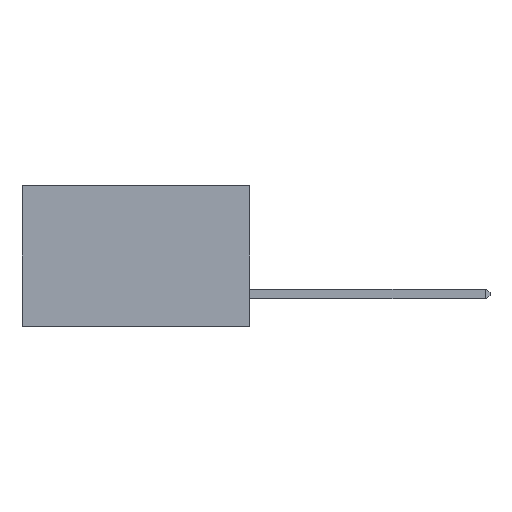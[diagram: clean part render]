
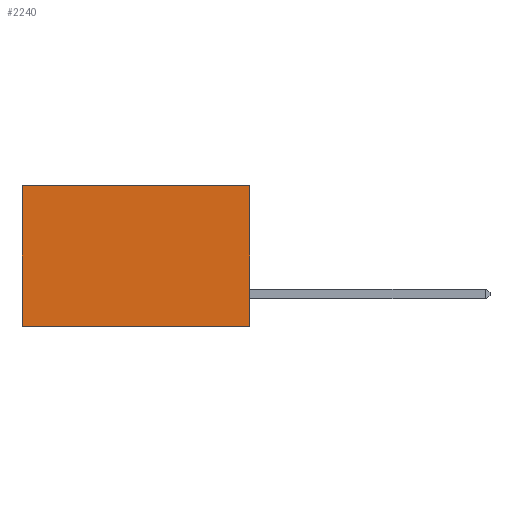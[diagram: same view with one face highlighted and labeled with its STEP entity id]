
A CAD part, left-side view. The second image highlights one B-rep face of the part: STEP entity #2240.
In plain terms, the highlighted planar face has unit normal (-1, 0, 0).
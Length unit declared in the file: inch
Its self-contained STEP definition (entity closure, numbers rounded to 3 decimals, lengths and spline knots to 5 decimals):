
#1220 = VECTOR ( 'NONE', #6224, 39.37008 ) ;
#1256 = DIRECTION ( 'NONE',  ( 0., 1., 0. ) ) ;
#1827 = LINE ( 'NONE', #6824, #1220 ) ;
#1882 = VERTEX_POINT ( 'NONE', #6708 ) ;
#2240 = ADVANCED_FACE ( 'NONE', ( #4567 ), #11319, .F. ) ;
#2414 = DIRECTION ( 'NONE',  ( 0., 0., -1. ) ) ;
#2550 = LINE ( 'NONE', #3716, #8755 ) ;
#2916 = ORIENTED_EDGE ( 'NONE', *, *, #3749, .T. ) ;
#3716 = CARTESIAN_POINT ( 'NONE',  ( 0.2875, 0., -0.37 ) ) ;
#3749 = EDGE_CURVE ( 'NONE', #4441, #1882, #4816, .T. ) ;
#4441 = VERTEX_POINT ( 'NONE', #6207 ) ;
#4567 = FACE_OUTER_BOUND ( 'NONE', #4898, .T. ) ;
#4816 = LINE ( 'NONE', #11296, #9074 ) ;
#4898 = EDGE_LOOP ( 'NONE', ( #5383, #5473, #5711, #2916 ) ) ;
#5123 = VECTOR ( 'NONE', #7285, 39.37008 ) ;
#5383 = ORIENTED_EDGE ( 'NONE', *, *, #6607, .T. ) ;
#5473 = ORIENTED_EDGE ( 'NONE', *, *, #5550, .F. ) ;
#5484 = VERTEX_POINT ( 'NONE', #10286 ) ;
#5550 = EDGE_CURVE ( 'NONE', #5484, #11057, #2550, .T. ) ;
#5711 = ORIENTED_EDGE ( 'NONE', *, *, #7904, .F. ) ;
#6207 = CARTESIAN_POINT ( 'NONE',  ( 0.2875, 0., 0. ) ) ;
#6224 = DIRECTION ( 'NONE',  ( 0., 0., -1. ) ) ;
#6607 = EDGE_CURVE ( 'NONE', #1882, #11057, #1827, .T. ) ;
#6708 = CARTESIAN_POINT ( 'NONE',  ( 0.2875, 0.6, 0. ) ) ;
#6824 = CARTESIAN_POINT ( 'NONE',  ( 0.2875, 0.6, 0. ) ) ;
#7285 = DIRECTION ( 'NONE',  ( 0., 0., -1. ) ) ;
#7469 = LINE ( 'NONE', #9681, #5123 ) ;
#7904 = EDGE_CURVE ( 'NONE', #4441, #5484, #7469, .T. ) ;
#8100 = CARTESIAN_POINT ( 'NONE',  ( 0.2875, 0., 0. ) ) ;
#8755 = VECTOR ( 'NONE', #1256, 39.37008 ) ;
#9074 = VECTOR ( 'NONE', #10676, 39.37008 ) ;
#9681 = CARTESIAN_POINT ( 'NONE',  ( 0.2875, 0., 0. ) ) ;
#10032 = CARTESIAN_POINT ( 'NONE',  ( 0.2875, 0.6, -0.37 ) ) ;
#10286 = CARTESIAN_POINT ( 'NONE',  ( 0.2875, 0., -0.37 ) ) ;
#10490 = AXIS2_PLACEMENT_3D ( 'NONE', #8100, #11224, #2414 ) ;
#10676 = DIRECTION ( 'NONE',  ( 0., 1., 0. ) ) ;
#11057 = VERTEX_POINT ( 'NONE', #10032 ) ;
#11224 = DIRECTION ( 'NONE',  ( 1., 0., 0. ) ) ;
#11296 = CARTESIAN_POINT ( 'NONE',  ( 0.2875, 0., 0. ) ) ;
#11319 = PLANE ( 'NONE',  #10490 ) ;
